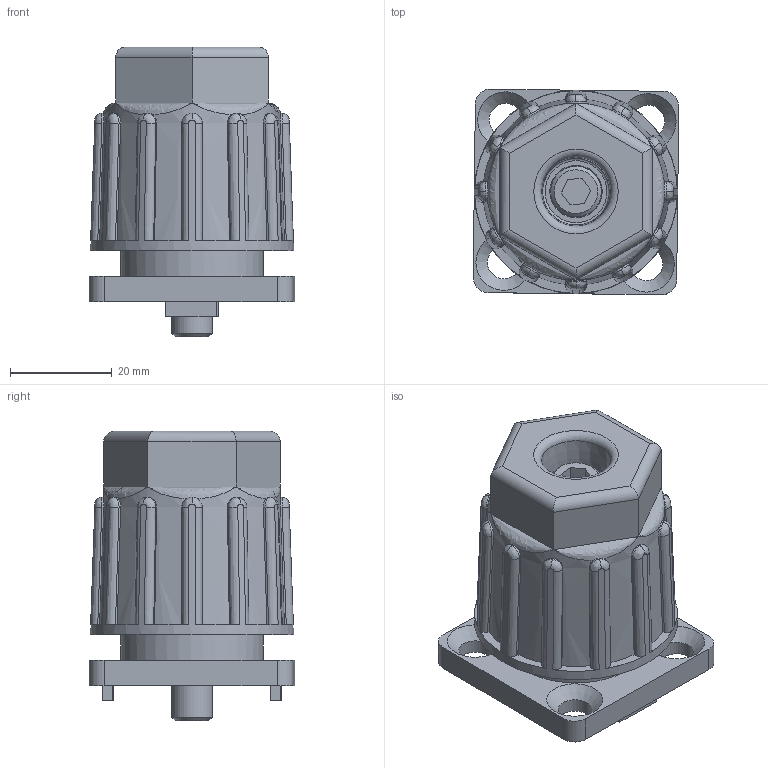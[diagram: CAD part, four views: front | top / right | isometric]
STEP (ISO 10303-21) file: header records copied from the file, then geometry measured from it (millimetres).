
FILE_DESCRIPTION(/* description */ ('KriTec Stellfuß 8 PA "Hubschrauber"'),/* implementation_level */ '2;1');
FILE_NAME(/* name */ '10267_KriTec_Stellfuss_8_PA_Hubschrauber.stp',/* time_stamp */ '2019-11-20T15:50:22+01:00',/* author */ ('Steiner'),/* organization */ (''),/* preprocessor_version */ 'ST-DEVELOPER v17',/* originating_system */ 'Autodesk Inventor 2018',/* authorisation */ '');
FILE_SCHEMA (('AUTOMOTIVE_DESIGN { 1 0 10303 214 3 1 1 }'));
Length unit declared in the file: millimetre
Products named in the file (4): 10267_KriTec_Stellfuss_8_PA_Hubschrauber; KriTec Stellfuß 8 PA Hubschrauber_1; KriTec Stellfuß 8 PA Hubschrauber_2; KriTec Stellfuß 8 PA Hubschrauber_Schraube M8
Assembly tree (3 placements, depth 2):
  10267_KriTec_Stellfuss_8_PA_Hubschrauber
    KriTec Stellfuß 8 PA Hubschrauber_1
    KriTec Stellfuß 8 PA Hubschrauber_2
    KriTec Stellfuß 8 PA Hubschrauber_Schraube M8
Bounding box: 40.43 x 40.43 x 56.96 mm (x, y, z)
Volume: 40564.1 mm3; surface area: 22975.7 mm2
Topology: 3 solids, 3 shells, 352 faces, 975 edges, 642 vertices
Faces by surface type: plane 163, cylinder 111, bspline 54, cone 18, torus 6
Full cylindrical faces by diameter (mm): 6.5 x4, 8 x1, 8.4 x1, 8.7 x1, 10 x1, 14 x1, 21 x1, 23 x1, 26 x1, 28 x1
Entity records: 15189 total; most frequent: CARTESIAN_POINT 6436, ORIENTED_EDGE 1950, DIRECTION 1635, EDGE_CURVE 975, VERTEX_POINT 642, AXIS2_PLACEMENT_3D 587, LINE 461, VECTOR 461
